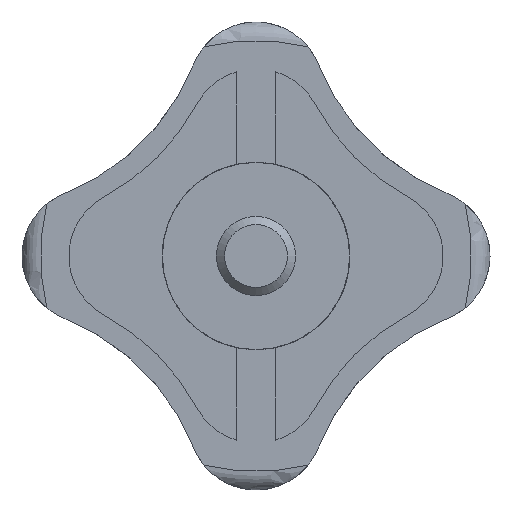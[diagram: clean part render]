
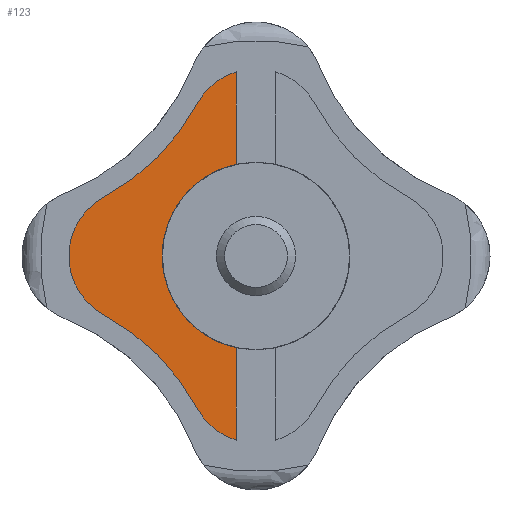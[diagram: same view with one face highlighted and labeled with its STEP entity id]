
A CAD part, front view. The second image highlights one B-rep face of the part: STEP entity #123.
In plain terms, the highlighted planar face has unit normal (0, -1, 0).
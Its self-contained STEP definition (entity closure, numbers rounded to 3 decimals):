
#123 = ADVANCED_FACE( '', ( #258 ), #259, .F. );
#258 = FACE_OUTER_BOUND( '', #402, .T. );
#259 = PLANE( '', #403 );
#402 = EDGE_LOOP( '', ( #679, #680, #681, #682, #683, #684, #685, #686 ) );
#403 = AXIS2_PLACEMENT_3D( '', #687, #688, #689 );
#679 = ORIENTED_EDGE( '', *, *, #865, .F. );
#680 = ORIENTED_EDGE( '', *, *, #969, .T. );
#681 = ORIENTED_EDGE( '', *, *, #909, .F. );
#682 = ORIENTED_EDGE( '', *, *, #870, .F. );
#683 = ORIENTED_EDGE( '', *, *, #954, .T. );
#684 = ORIENTED_EDGE( '', *, *, #970, .F. );
#685 = ORIENTED_EDGE( '', *, *, #971, .F. );
#686 = ORIENTED_EDGE( '', *, *, #878, .T. );
#687 = CARTESIAN_POINT( '', ( -9.129, 11.625, 0. ) );
#688 = DIRECTION( '', ( 0., 1., 0. ) );
#689 = DIRECTION( '', ( 0., 0., 1. ) );
#865 = EDGE_CURVE( '', #1033, #1035, #1036, .T. );
#870 = EDGE_CURVE( '', #1042, #1044, #1045, .T. );
#878 = EDGE_CURVE( '', #1057, #1035, #1058, .T. );
#909 = EDGE_CURVE( '', #1044, #1109, #1110, .T. );
#954 = EDGE_CURVE( '', #1042, #1179, #1182, .T. );
#969 = EDGE_CURVE( '', #1033, #1109, #1201, .T. );
#970 = EDGE_CURVE( '', #1202, #1179, #1203, .T. );
#971 = EDGE_CURVE( '', #1057, #1202, #1204, .T. );
#1033 = VERTEX_POINT( '', #1318 );
#1035 = VERTEX_POINT( '', #1321 );
#1036 = CIRCLE( '', #1322, 5.071 );
#1042 = VERTEX_POINT( '', #1330 );
#1044 = VERTEX_POINT( '', #1333 );
#1045 = LINE( '', #1334, #1335 );
#1057 = VERTEX_POINT( '', #1365 );
#1058 = CIRCLE( '', #1366, 17.75 );
#1109 = VERTEX_POINT( '', #1501 );
#1110 = CIRCLE( '', #1502, 5.071 );
#1179 = VERTEX_POINT( '', #1707 );
#1182 = CIRCLE( '', #1711, 7.11 );
#1201 = CIRCLE( '', #1763, 17.75 );
#1202 = VERTEX_POINT( '', #1764 );
#1203 = LINE( '', #1765, #1766 );
#1204 = CIRCLE( '', #1767, 5.071 );
#1318 = CARTESIAN_POINT( '', ( -11.554, 11.625, -4.454 ) );
#1321 = CARTESIAN_POINT( '', ( -11.554, 11.625, 4.454 ) );
#1322 = AXIS2_PLACEMENT_3D( '', #1849, #1850, #1851 );
#1330 = CARTESIAN_POINT( '', ( -1.5, 11.625, -6.95 ) );
#1333 = CARTESIAN_POINT( '', ( -1.5, 11.625, -13.973 ) );
#1334 = CARTESIAN_POINT( '', ( -1.5, 11.625, -6.95 ) );
#1335 = VECTOR( '', #1855, 1000. );
#1365 = CARTESIAN_POINT( '', ( -4.454, 11.625, 11.554 ) );
#1366 = AXIS2_PLACEMENT_3D( '', #1862, #1863, #1864 );
#1501 = CARTESIAN_POINT( '', ( -4.454, 11.625, -11.554 ) );
#1502 = AXIS2_PLACEMENT_3D( '', #1906, #1907, #1908 );
#1707 = CARTESIAN_POINT( '', ( -1.5, 11.625, 6.95 ) );
#1711 = AXIS2_PLACEMENT_3D( '', #1963, #1964, #1965 );
#1763 = AXIS2_PLACEMENT_3D( '', #1979, #1980, #1981 );
#1764 = CARTESIAN_POINT( '', ( -1.5, 11.625, 13.973 ) );
#1765 = CARTESIAN_POINT( '', ( -1.5, 11.625, 13.973 ) );
#1766 = VECTOR( '', #1982, 1000. );
#1767 = AXIS2_PLACEMENT_3D( '', #1983, #1984, #1985 );
#1849 = CARTESIAN_POINT( '', ( -9.129, 11.625, 0. ) );
#1850 = DIRECTION( '', ( 0., 1., 0. ) );
#1851 = DIRECTION( '', ( 1., 0., 0. ) );
#1855 = DIRECTION( '', ( 0., 0., -1. ) );
#1862 = CARTESIAN_POINT( '', ( -20.043, 11.625, 20.043 ) );
#1863 = DIRECTION( '', ( 0., 1., 0. ) );
#1864 = DIRECTION( '', ( 1., 0., 0. ) );
#1906 = CARTESIAN_POINT( '', ( 0., 11.625, -9.129 ) );
#1907 = DIRECTION( '', ( 0., 1., 0. ) );
#1908 = DIRECTION( '', ( 1., 0., 0. ) );
#1963 = CARTESIAN_POINT( '', ( 0., 11.625, 0. ) );
#1964 = DIRECTION( '', ( 0., 1., 0. ) );
#1965 = DIRECTION( '', ( 1., 0., 0. ) );
#1979 = CARTESIAN_POINT( '', ( -20.043, 11.625, -20.043 ) );
#1980 = DIRECTION( '', ( 0., 1., 0. ) );
#1981 = DIRECTION( '', ( 1., 0., 0. ) );
#1982 = DIRECTION( '', ( 0., 0., -1. ) );
#1983 = CARTESIAN_POINT( '', ( 0., 11.625, 9.129 ) );
#1984 = DIRECTION( '', ( 0., 1., 0. ) );
#1985 = DIRECTION( '', ( 1., 0., 0. ) );
